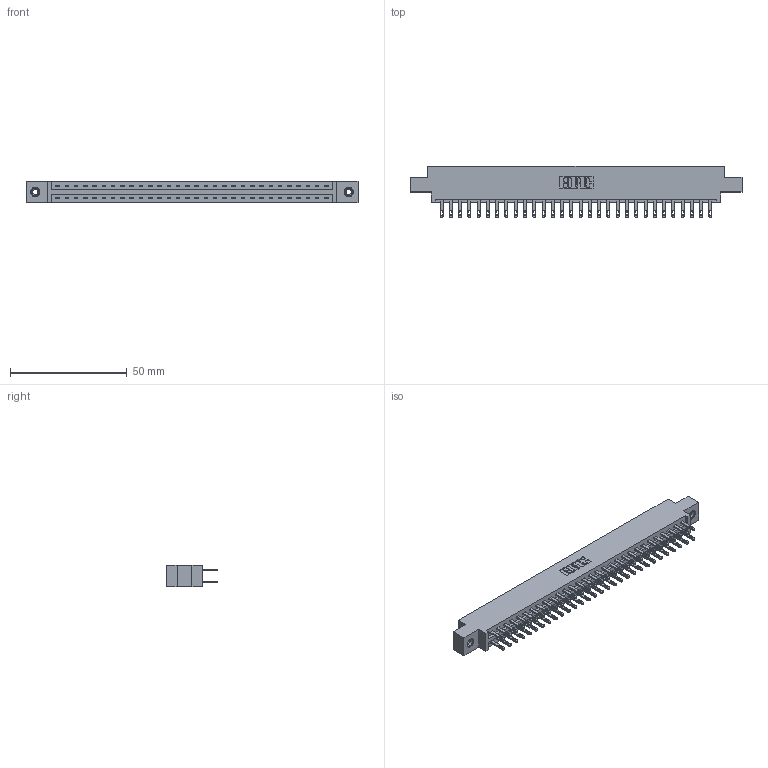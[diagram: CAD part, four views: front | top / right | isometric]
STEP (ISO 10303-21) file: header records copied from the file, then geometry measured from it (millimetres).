
FILE_DESCRIPTION (( 'STEP AP203' ), '1' );
FILE_NAME ('337-060-500-808.STEP', '2019-10-11T21:18:02', ( '' ), ( '' ), 'SwSTEP 2.0', 'SolidWorks 2016', '' );
FILE_SCHEMA (( 'CONFIG_CONTROL_DESIGN' ));
Length unit declared in the file: inch
Products named in the file (4): 345-250-001_345-250-003-102; 337 Part_0.170 Offset - 0.156 Dia-TI; 337-060-500-808; 345-292-001_345-293-100
Assembly tree (63 placements, depth 2):
  337-060-500-808
    337 Part_0.170 Offset - 0.156 Dia-TI
    345-292-001_345-293-100  x60
    345-250-001_345-250-003-102  x2
Bounding box: 141.88 x 21.85 x 9.4 mm (x, y, z)
Volume: 14852.5 mm3; surface area: 17471.7 mm2
Topology: 63 solids, 63 shells, 3178 faces, 9639 edges, 6418 vertices
Faces by surface type: plane 2026, cylinder 1136, cone 12, torus 4
Entity records: 26060 total; most frequent: CARTESIAN_POINT 4381, ORIENTED_EDGE 4310, DIRECTION 3781, EDGE_CURVE 2155, VECTOR 2003, LINE 2003, VERTEX_POINT 1432, AXIS2_PLACEMENT_3D 889
